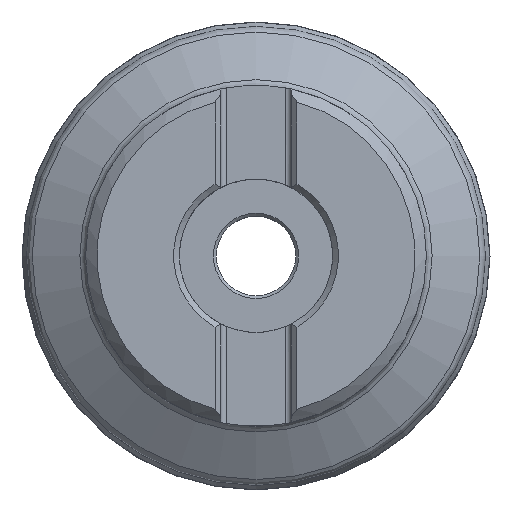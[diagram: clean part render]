
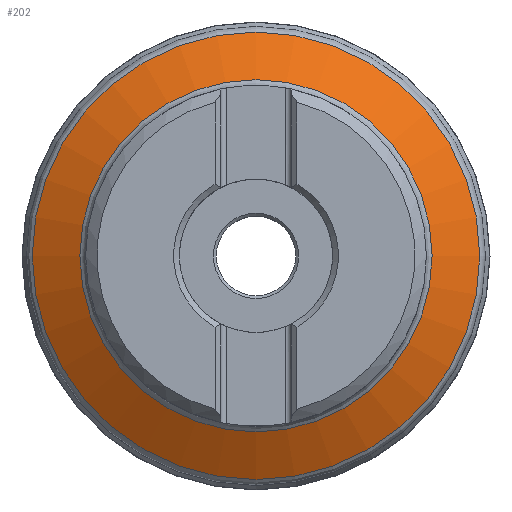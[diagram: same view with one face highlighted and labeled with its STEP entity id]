
A CAD part, top view. The second image highlights one B-rep face of the part: STEP entity #202.
In plain terms, the highlighted conical face has half-angle 60 degrees and reference radius 30 mm.
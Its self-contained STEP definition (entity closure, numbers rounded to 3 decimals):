
#161=CONICAL_SURFACE('',#1076,30.,60.);
#202=ADVANCED_FACE('',(#402,#403),#161,.T.);
#402=FACE_BOUND('',#509,.T.);
#403=FACE_BOUND('',#510,.T.);
#509=EDGE_LOOP('',(#672));
#510=EDGE_LOOP('',(#673));
#672=ORIENTED_EDGE('',*,*,#935,.T.);
#673=ORIENTED_EDGE('',*,*,#936,.T.);
#843=VERTEX_POINT('',#1949);
#844=VERTEX_POINT('',#1951);
#935=EDGE_CURVE('',#843,#843,#1006,.T.);
#936=EDGE_CURVE('',#844,#844,#1007,.T.);
#1006=CIRCLE('',#1074,39.386);
#1007=CIRCLE('',#1075,31.);
#1074=AXIS2_PLACEMENT_3D('',#1948,#1262,#1263);
#1075=AXIS2_PLACEMENT_3D('',#1950,#1264,#1265);
#1076=AXIS2_PLACEMENT_3D('',#1952,#1266,#1267);
#1262=DIRECTION('',(0.,0.,1.));
#1263=DIRECTION('',(1.,0.,0.));
#1264=DIRECTION('',(0.,0.,-1.));
#1265=DIRECTION('',(-1.,0.,0.));
#1266=DIRECTION('',(0.,0.,-1.));
#1267=DIRECTION('',(-1.,0.,0.));
#1948=CARTESIAN_POINT('',(0.,0.,-18.419));
#1949=CARTESIAN_POINT('',(39.386,0.,-18.419));
#1950=CARTESIAN_POINT('',(0.,0.,-13.577));
#1951=CARTESIAN_POINT('',(-31.,0.,-13.577));
#1952=CARTESIAN_POINT('',(0.,0.,-13.));
